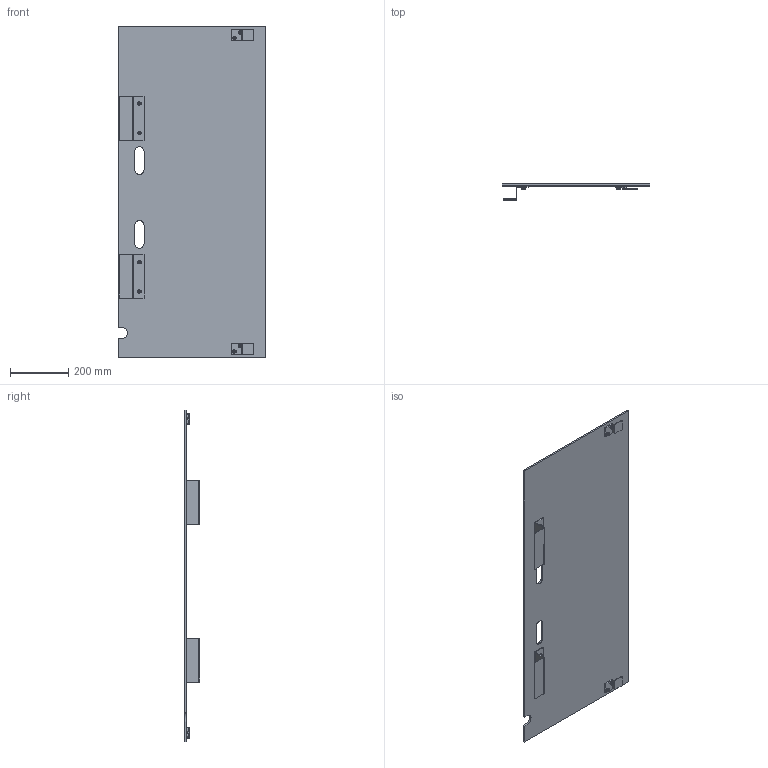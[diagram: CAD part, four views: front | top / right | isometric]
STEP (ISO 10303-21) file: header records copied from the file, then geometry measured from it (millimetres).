
FILE_DESCRIPTION(/* description */ (''),/* implementation_level */ '2;1');
FILE_NAME(/* name */ 'FE-00047_ASM_1_ASM.stp',/* time_stamp */ '2017-01-08T12:20:43-05:00',/* author */ ('jeff1'),/* organization */ (''),/* preprocessor_version */ 'ST-DEVELOPER v16.5',/* originating_system */ 'Autodesk Inventor 2017',/* authorisation */ '');
FILE_SCHEMA (('AUTOMOTIVE_DESIGN { 1 0 10303 214 3 1 1 }'));
Length unit declared in the file: inch
Products named in the file (9): FE-00047_ASM_1_ASM; FE-00044_1; FE-00046_1; FE-00045_1; HW-00047-01_1; HW-00047-02_ASM_1_ASM; NYLOC_NUT_ASM_1_ASM; NYLOC_NUT_1_1; NYLOC_NUT_2_1
Assembly tree (24 placements, depth 4):
  FE-00047_ASM_1_ASM
    FE-00044_1
    FE-00046_1  x2
    FE-00045_1  x2
    HW-00047-01_1  x8
    HW-00047-02_ASM_1_ASM  x8
      NYLOC_NUT_ASM_1_ASM
        NYLOC_NUT_1_1
        NYLOC_NUT_2_1
Bounding box: 508 x 53.46 x 1143 mm (x, y, z)
Volume: 3775103.9 mm3; surface area: 1283442.1 mm2
Topology: 29 solids, 37 shells, 882 faces, 2232 edges, 1424 vertices
Faces by surface type: plane 293, cone 280, cylinder 269, torus 24, bspline 16
Full cylindrical faces by diameter (mm): 5.105 x8, 5.22 x8, 5.387 x32, 6.35 x120, 6.731 x8, 6.843 x8
Entity records: 10954 total; most frequent: CARTESIAN_POINT 6833, DIRECTION 837, ORIENTED_EDGE 704, EDGE_CURVE 360, AXIS2_PLACEMENT_3D 346, VERTEX_POINT 262, EDGE_LOOP 256, FACE_OUTER_BOUND 167
